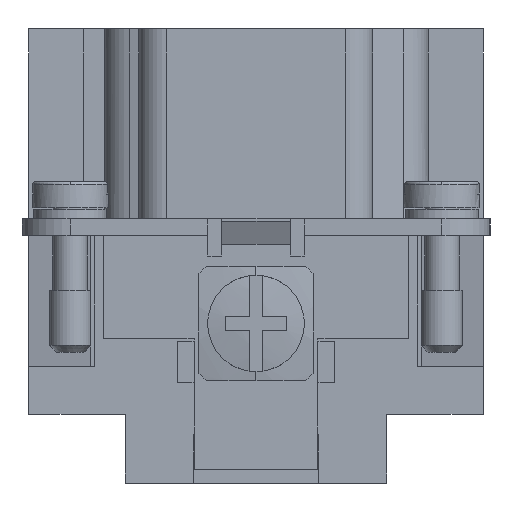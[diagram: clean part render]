
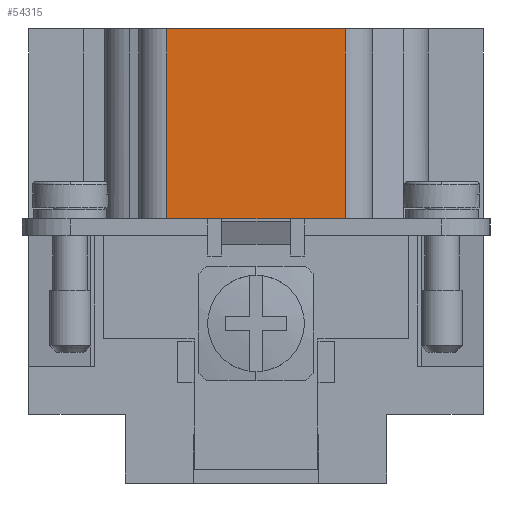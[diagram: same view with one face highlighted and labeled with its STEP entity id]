
A CAD part, left-side view. The second image highlights one B-rep face of the part: STEP entity #54315.
In plain terms, the highlighted planar face has unit normal (-1, 0, 0).
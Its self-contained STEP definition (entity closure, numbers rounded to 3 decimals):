
#50515=CARTESIAN_POINT('',(-55.0,6.5,33.0));
#50516=VERTEX_POINT('',#50515);
#50524=CARTESIAN_POINT('',(-55.0,-6.5,33.0));
#50525=VERTEX_POINT('',#50524);
#50526=CARTESIAN_POINT('',(-55.0,-6.5,33.0));
#50527=DIRECTION('',(0.0,1.0,0.0));
#50528=VECTOR('',#50527,13.);
#50529=LINE('',#50526,#50528);
#50530=EDGE_CURVE('',#50525,#50516,#50529,.T.);
#53203=CARTESIAN_POINT('',(-55.0,-3.5,19.2));
#53204=VERTEX_POINT('',#53203);
#53211=CARTESIAN_POINT('',(-55.0,3.5,19.2));
#53212=VERTEX_POINT('',#53211);
#53213=CARTESIAN_POINT('',(-55.0,3.5,19.2));
#53214=DIRECTION('',(0.0,-1.0,0.0));
#53215=VECTOR('',#53214,7.0);
#53216=LINE('',#53213,#53215);
#53217=EDGE_CURVE('',#53212,#53204,#53216,.T.);
#54266=CARTESIAN_POINT('',(-55.0,-6.5,19.2));
#54267=VERTEX_POINT('',#54266);
#54268=CARTESIAN_POINT('',(-55.0,-6.5,19.2));
#54269=DIRECTION('',(0.0,0.0,1.0));
#54270=VECTOR('',#54269,13.8);
#54271=LINE('',#54268,#54270);
#54272=EDGE_CURVE('',#54267,#50525,#54271,.T.);
#54285=CARTESIAN_POINT('',(-55.0,-6.5,19.2));
#54286=DIRECTION('',(-1.0,0.0,0.0));
#54287=DIRECTION('',(0.0,0.0,1.0));
#54288=AXIS2_PLACEMENT_3D('',#54285,#54286,#54287);
#54289=PLANE('',#54288);
#54290=ORIENTED_EDGE('',*,*,#50530,.T.);
#54291=CARTESIAN_POINT('',(-55.0,6.5,19.2));
#54292=VERTEX_POINT('',#54291);
#54293=CARTESIAN_POINT('',(-55.0,6.5,19.2));
#54294=DIRECTION('',(0.0,0.0,1.0));
#54295=VECTOR('',#54294,13.8);
#54296=LINE('',#54293,#54295);
#54297=EDGE_CURVE('',#54292,#50516,#54296,.T.);
#54298=ORIENTED_EDGE('',*,*,#54297,.F.);
#54299=CARTESIAN_POINT('',(-55.0,3.5,19.2));
#54300=DIRECTION('',(0.0,1.0,0.0));
#54301=VECTOR('',#54300,3.);
#54302=LINE('',#54299,#54301);
#54303=EDGE_CURVE('',#53212,#54292,#54302,.T.);
#54304=ORIENTED_EDGE('',*,*,#54303,.F.);
#54305=ORIENTED_EDGE('',*,*,#53217,.T.);
#54306=CARTESIAN_POINT('',(-55.0,-6.5,19.2));
#54307=DIRECTION('',(0.0,1.0,0.0));
#54308=VECTOR('',#54307,3.);
#54309=LINE('',#54306,#54308);
#54310=EDGE_CURVE('',#54267,#53204,#54309,.T.);
#54311=ORIENTED_EDGE('',*,*,#54310,.F.);
#54312=ORIENTED_EDGE('',*,*,#54272,.T.);
#54313=EDGE_LOOP('',(#54290,#54298,#54304,#54305,#54311,#54312));
#54314=FACE_OUTER_BOUND('',#54313,.T.);
#54315=ADVANCED_FACE('',(#54314),#54289,.T.);
